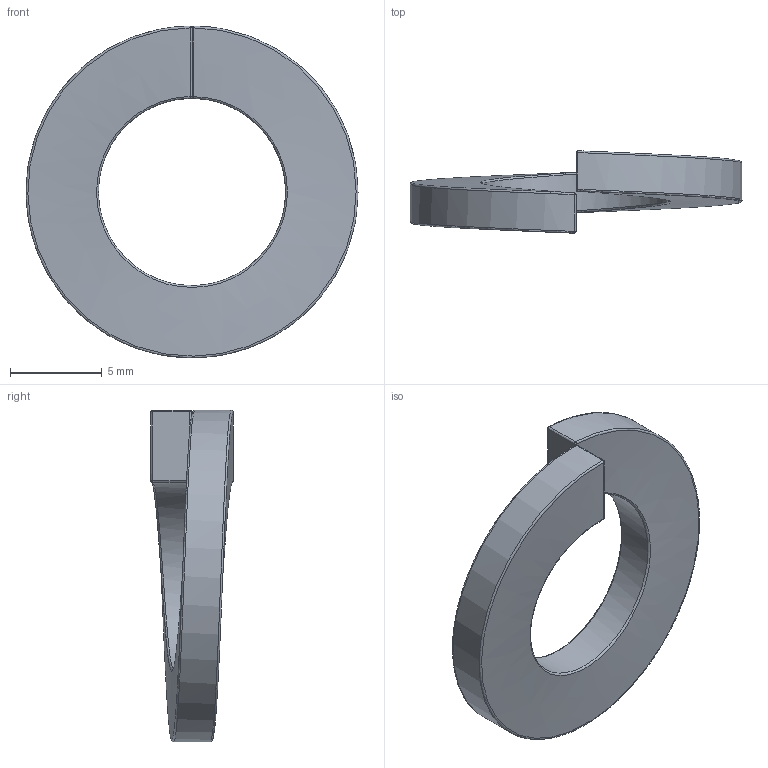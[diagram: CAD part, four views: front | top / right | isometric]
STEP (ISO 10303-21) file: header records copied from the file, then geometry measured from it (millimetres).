
FILE_DESCRIPTION (( 'STEP AP203' ), '1' );
FILE_NAME ('58319-240-10.step', '2019-12-19T08:41:54', ( '' ), ( '' ), 'SwSTEP 2.0', 'SolidWorks 2015', '' );
FILE_SCHEMA (( 'CONFIG_CONTROL_DESIGN' ));
Length unit declared in the file: millimetre
Products named in the file (2): 58319-240-10
Bounding box: 18.1 x 4.49 x 18.1 mm (x, y, z)
Volume: 385.8 mm3; surface area: 556.7 mm2
Topology: 1 solids, 1 shells, 282 faces, 735 edges, 483 vertices
Faces by surface type: plane 136, bspline 136, sphere 10
Entity records: 17184 total; most frequent: CARTESIAN_POINT 11120, ORIENTED_EDGE 1446, DIRECTION 775, EDGE_CURVE 723, VERTEX_POINT 474, VECTOR 435, LINE 435, EDGE_LOOP 309
